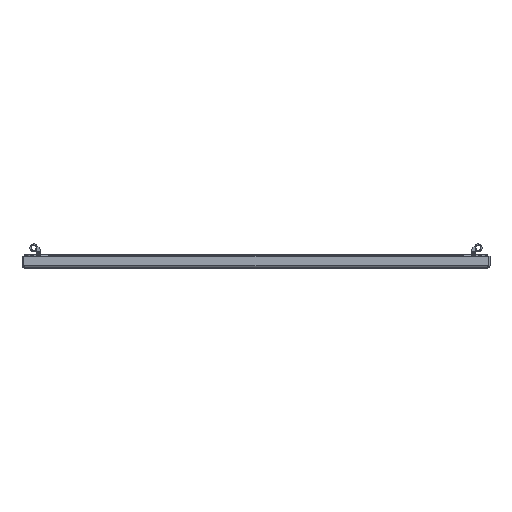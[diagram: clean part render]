
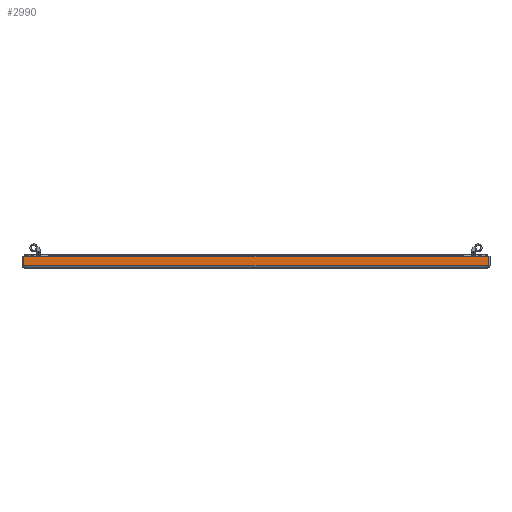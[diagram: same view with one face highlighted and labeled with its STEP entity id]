
A CAD part, front view. The second image highlights one B-rep face of the part: STEP entity #2990.
In plain terms, the highlighted planar face has unit normal (0, -1, 0).
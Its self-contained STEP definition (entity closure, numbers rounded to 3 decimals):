
#102 = DIRECTION ( 'NONE',  ( 0., 0., 1. ) ) ;
#272 = CARTESIAN_POINT ( 'NONE',  ( -296.293, -1098.5, 0. ) ) ;
#564 = EDGE_CURVE ( 'NONE', #10216, #3675, #12791, .T. ) ;
#593 = DIRECTION ( 'NONE',  ( 0., 1., 0. ) ) ;
#1214 = ORIENTED_EDGE ( 'NONE', *, *, #564, .F. ) ;
#1482 = VECTOR ( 'NONE', #7227, 1000. ) ;
#2267 = ORIENTED_EDGE ( 'NONE', *, *, #2542, .T. ) ;
#2542 = EDGE_CURVE ( 'NONE', #3227, #5595, #7041, .T. ) ;
#2848 = PLANE ( 'NONE',  #3519 ) ;
#2990 = ADVANCED_FACE ( 'NONE', ( #9000 ), #2848, .F. ) ;
#3227 = VERTEX_POINT ( 'NONE', #6265 ) ;
#3397 = LINE ( 'NONE', #11395, #12383 ) ;
#3519 = AXIS2_PLACEMENT_3D ( 'NONE', #8996, #593, #11111 ) ;
#3675 = VERTEX_POINT ( 'NONE', #13203 ) ;
#4212 = ORIENTED_EDGE ( 'NONE', *, *, #9671, .F. ) ;
#5595 = VERTEX_POINT ( 'NONE', #11412 ) ;
#6173 = LINE ( 'NONE', #272, #9257 ) ;
#6265 = CARTESIAN_POINT ( 'NONE',  ( 296.293, -1098.5, 13.6 ) ) ;
#6853 = CARTESIAN_POINT ( 'NONE',  ( 296.293, -1098.5, 2. ) ) ;
#7041 = LINE ( 'NONE', #7369, #1482 ) ;
#7227 = DIRECTION ( 'NONE',  ( -1., 0., 0. ) ) ;
#7369 = CARTESIAN_POINT ( 'NONE',  ( 0., -1098.5, 13.6 ) ) ;
#7564 = DIRECTION ( 'NONE',  ( -1., 0., 0. ) ) ;
#8168 = EDGE_LOOP ( 'NONE', ( #1214, #11872, #2267, #4212 ) ) ;
#8996 = CARTESIAN_POINT ( 'NONE',  ( 0., -1098.5, 0. ) ) ;
#9000 = FACE_OUTER_BOUND ( 'NONE', #8168, .T. ) ;
#9257 = VECTOR ( 'NONE', #9666, 1000. ) ;
#9557 = EDGE_CURVE ( 'NONE', #10216, #3227, #3397, .T. ) ;
#9666 = DIRECTION ( 'NONE',  ( 0., 0., 1. ) ) ;
#9671 = EDGE_CURVE ( 'NONE', #3675, #5595, #6173, .T. ) ;
#9741 = CARTESIAN_POINT ( 'NONE',  ( -298.4, -1098.5, 2. ) ) ;
#9992 = VECTOR ( 'NONE', #7564, 1000. ) ;
#10216 = VERTEX_POINT ( 'NONE', #6853 ) ;
#11111 = DIRECTION ( 'NONE',  ( 0., 0., 1. ) ) ;
#11395 = CARTESIAN_POINT ( 'NONE',  ( 296.293, -1098.5, 0. ) ) ;
#11412 = CARTESIAN_POINT ( 'NONE',  ( -296.293, -1098.5, 13.6 ) ) ;
#11872 = ORIENTED_EDGE ( 'NONE', *, *, #9557, .T. ) ;
#12383 = VECTOR ( 'NONE', #102, 1000. ) ;
#12791 = LINE ( 'NONE', #9741, #9992 ) ;
#13203 = CARTESIAN_POINT ( 'NONE',  ( -296.293, -1098.5, 2. ) ) ;
